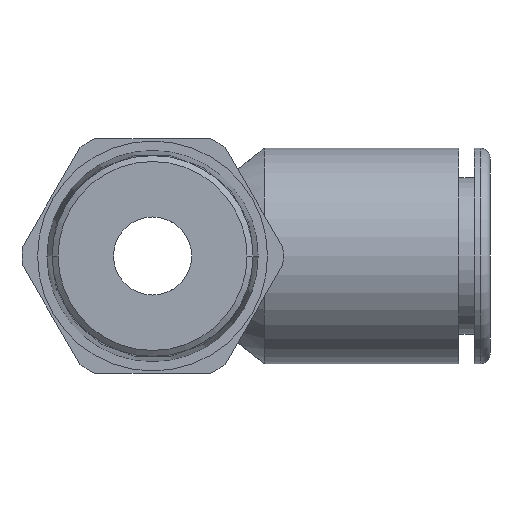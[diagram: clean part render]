
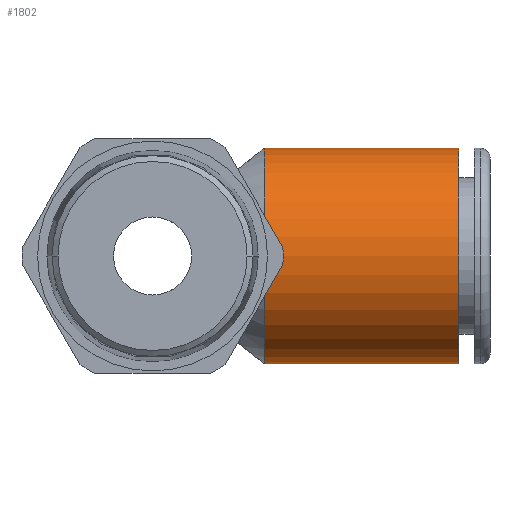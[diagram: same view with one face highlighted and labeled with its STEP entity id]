
A CAD part, front view. The second image highlights one B-rep face of the part: STEP entity #1802.
In plain terms, the highlighted cylindrical face has radius 8.763 mm (diameter 17.526 mm), a partial arc.
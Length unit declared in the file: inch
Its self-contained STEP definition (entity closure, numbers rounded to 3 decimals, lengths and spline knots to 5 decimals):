
#615=CARTESIAN_POINT('',(0.358,0.,0.));
#616=DIRECTION('',(-1.,0.,0.));
#617=DIRECTION('',(0.,0.,-1.));
#618=AXIS2_PLACEMENT_3D('',#615,#616,#617);
#632=DIRECTION('',(-1.,0.,0.));
#633=VECTOR('',#632,0.622);
#634=CARTESIAN_POINT('',(0.98,0.,0.345));
#635=LINE('',#634,#633);
#636=CARTESIAN_POINT('',(0.98,0.,0.));
#637=DIRECTION('',(-1.,0.,0.));
#638=DIRECTION('',(0.,0.,-1.));
#639=AXIS2_PLACEMENT_3D('',#636,#637,#638);
#641=DIRECTION('',(-1.,0.,0.));
#642=VECTOR('',#641,0.622);
#643=CARTESIAN_POINT('',(0.98,0.,-0.345));
#644=LINE('',#643,#642);
#1037=CARTESIAN_POINT('',(0.98,0.,-0.345));
#1038=CARTESIAN_POINT('',(0.358,0.,
-0.345));
#1039=VERTEX_POINT('',#1037);
#1040=VERTEX_POINT('',#1038);
#1041=CARTESIAN_POINT('',(0.98,0.,0.345));
#1042=CARTESIAN_POINT('',(0.358,0.,
0.345));
#1043=VERTEX_POINT('',#1041);
#1044=VERTEX_POINT('',#1042);
#1788=CARTESIAN_POINT('',(-0.054,0.,0.));
#1789=DIRECTION('',(1.,0.,0.));
#1790=DIRECTION('',(0.,0.,1.));
#1791=AXIS2_PLACEMENT_3D('',#1788,#1789,#1790);
#1792=CYLINDRICAL_SURFACE('',#1791,0.345);
#1793=ORIENTED_EDGE('',*,*,#1777,.T.);
#1795=ORIENTED_EDGE('',*,*,#1794,.F.);
#1797=ORIENTED_EDGE('',*,*,#1796,.F.);
#1799=ORIENTED_EDGE('',*,*,#1798,.T.);
#1800=EDGE_LOOP('',(#1793,#1795,#1797,#1799));
#1801=FACE_OUTER_BOUND('',#1800,.F.);
#1802=ADVANCED_FACE('',(#1801),#1792,.T.);
#619=CIRCLE('',#618,0.345);
#640=CIRCLE('',#639,0.345);
#1777=EDGE_CURVE('',#1040,#1044,#619,.T.);
#1794=EDGE_CURVE('',#1043,#1044,#635,.T.);
#1796=EDGE_CURVE('',#1039,#1043,#640,.T.);
#1798=EDGE_CURVE('',#1039,#1040,#644,.T.);
